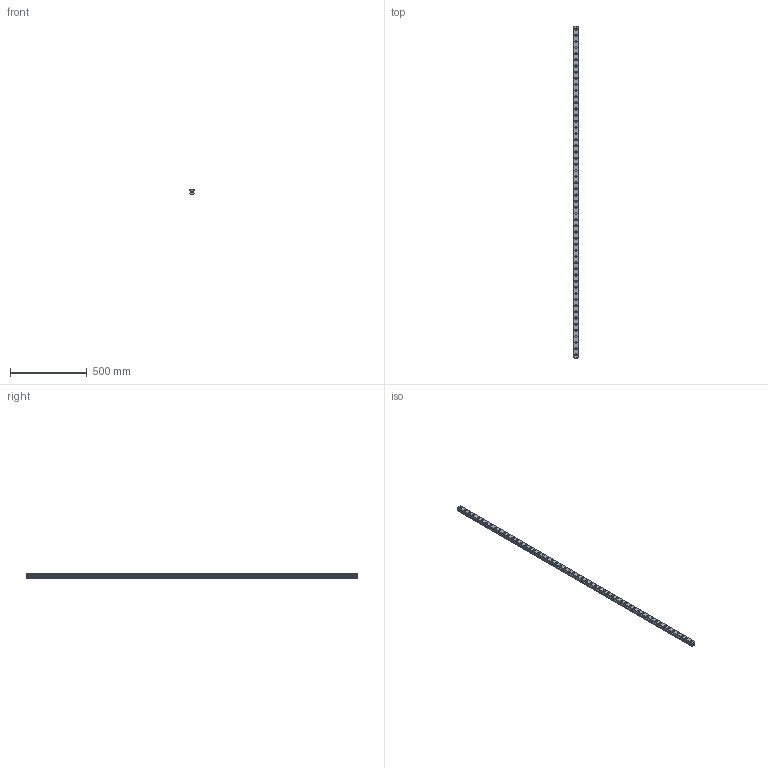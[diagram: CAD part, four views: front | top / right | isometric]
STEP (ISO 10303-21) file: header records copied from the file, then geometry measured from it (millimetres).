
FILE_DESCRIPTION(('STEP AP214'),'1');
FILE_NAME('cctmp_4F67FAD8-D724-486A-A5DC-B466170333B5_2021_03_11_14_35_27_0764..stp','2021-03-11T13:35:28',('HIWIN GmbH'),('CADClick - www.CADClick.com'),'Spatial InterOp 3D',' ','unknown authorization');
FILE_SCHEMA(('AUTOMOTIVE_DESIGN'));
Length unit declared in the file: millimetre
Products named in the file (1): RGR30R2160H_FILE
Bounding box: 28 x 2160 x 28 mm (x, y, z)
Volume: 1239546.1 mm3; surface area: 320724.9 mm2
Topology: 1 solids, 1 shells, 601 faces, 1299 edges, 866 vertices
Faces by surface type: cylinder 342, plane 259
Entity records: 21489 total; most frequent: DIRECTION 3187, CARTESIAN_POINT 2767, ORIENTED_EDGE 2598, EDGE_CURVE 1299, AXIS2_PLACEMENT_3D 1286, VERTEX_POINT 866, EDGE_LOOP 767, CIRCLE 684
